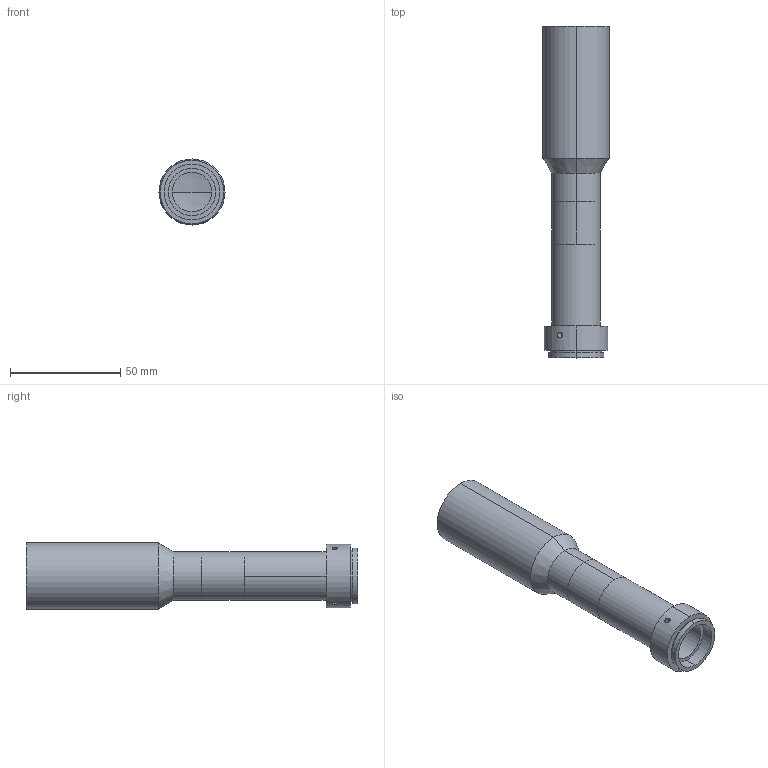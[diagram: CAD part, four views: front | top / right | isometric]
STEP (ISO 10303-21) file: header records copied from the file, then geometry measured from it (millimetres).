
FILE_DESCRIPTION (( 'STEP AP203' ), '1' );
FILE_NAME ('XF-T1X250.STEP', '2015-07-30T09:07:41', ( 'Lxtx999.CoM' ), ( 'Lxtx999.CoM' ), 'SwSTEP 2.0', 'SolidWorks 2014', '' );
FILE_SCHEMA (( 'CONFIG_CONTROL_DESIGN' ));
Length unit declared in the file: millimetre
Products named in the file (1): XF-T1X250
Bounding box: 30 x 150.79 x 30 mm (x, y, z)
Surface area: 16637.6 mm2 (no closed solid volume)
Topology: 0 solids, 9 shells, 55 faces, 140 edges, 95 vertices
Faces by surface type: cylinder 34, plane 17, cone 2, sphere 2
Entity records: 1961 total; most frequent: CARTESIAN_POINT 519, DIRECTION 316, ORIENTED_EDGE 234, EDGE_CURVE 140, AXIS2_PLACEMENT_3D 132, VERTEX_POINT 95, CIRCLE 76, EDGE_LOOP 67
